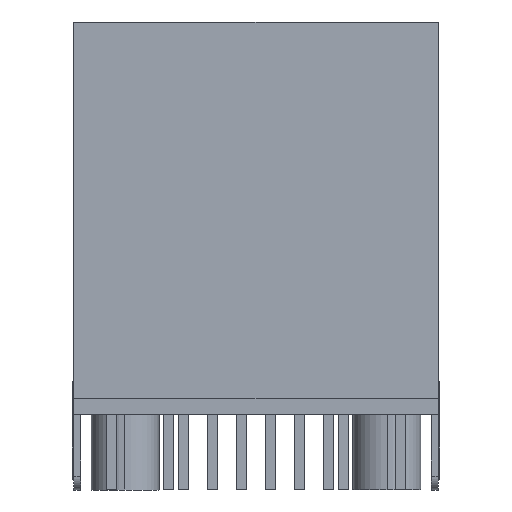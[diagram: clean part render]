
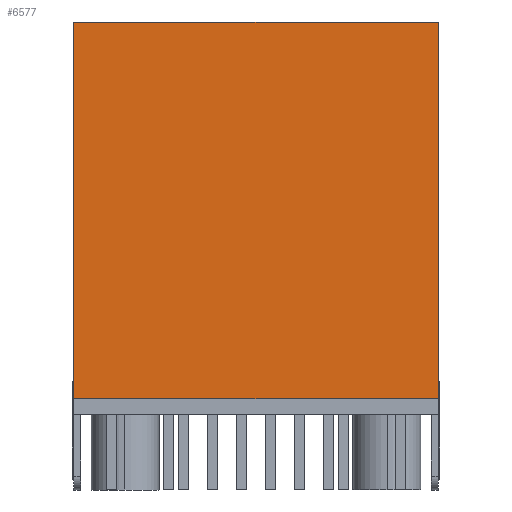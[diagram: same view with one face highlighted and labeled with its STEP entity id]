
A CAD part, front view. The second image highlights one B-rep face of the part: STEP entity #6577.
In plain terms, the highlighted planar face has unit normal (0, -1, 0).
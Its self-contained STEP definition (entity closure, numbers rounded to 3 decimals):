
#262 = LINE ( 'NONE', #8976, #5343 ) ;
#619 = CARTESIAN_POINT ( 'NONE',  ( -7.95, -8.3, -7.873 ) ) ;
#843 = VERTEX_POINT ( 'NONE', #7339 ) ;
#1029 = FACE_OUTER_BOUND ( 'NONE', #11993, .T. ) ;
#1078 = EDGE_CURVE ( 'NONE', #2464, #843, #3238, .T. ) ;
#1145 = EDGE_CURVE ( 'NONE', #7690, #2464, #3710, .T. ) ;
#1285 = VECTOR ( 'NONE', #10475, 1000. ) ;
#1308 = DIRECTION ( 'NONE',  ( 0., 0., 1. ) ) ;
#1620 = AXIS2_PLACEMENT_3D ( 'NONE', #6710, #8712, #2961 ) ;
#2146 = ORIENTED_EDGE ( 'NONE', *, *, #5294, .T. ) ;
#2277 = CARTESIAN_POINT ( 'NONE',  ( 7.95, -8.3, -8.55 ) ) ;
#2464 = VERTEX_POINT ( 'NONE', #619 ) ;
#2950 = VECTOR ( 'NONE', #10437, 1000. ) ;
#2961 = DIRECTION ( 'NONE',  ( 0., 0., -1. ) ) ;
#3237 = DIRECTION ( 'NONE',  ( 1., 0., 0. ) ) ;
#3238 = LINE ( 'NONE', #8520, #2950 ) ;
#3710 = LINE ( 'NONE', #6697, #1285 ) ;
#4343 = ORIENTED_EDGE ( 'NONE', *, *, #7026, .F. ) ;
#5265 = CARTESIAN_POINT ( 'NONE',  ( 7.95, -8.3, -7.873 ) ) ;
#5294 = EDGE_CURVE ( 'NONE', #7690, #11852, #10151, .T. ) ;
#5343 = VECTOR ( 'NONE', #3237, 1000. ) ;
#6349 = ORIENTED_EDGE ( 'NONE', *, *, #1145, .F. ) ;
#6577 = ADVANCED_FACE ( 'NONE', ( #1029 ), #7728, .T. ) ;
#6697 = CARTESIAN_POINT ( 'NONE',  ( 8.694, -8.3, -7.873 ) ) ;
#6710 = CARTESIAN_POINT ( 'NONE',  ( -7.95, -8.3, -8.55 ) ) ;
#7026 = EDGE_CURVE ( 'NONE', #843, #11852, #262, .T. ) ;
#7339 = CARTESIAN_POINT ( 'NONE',  ( -7.95, -8.3, 8.55 ) ) ;
#7615 = VECTOR ( 'NONE', #1308, 1000. ) ;
#7690 = VERTEX_POINT ( 'NONE', #5265 ) ;
#7728 = PLANE ( 'NONE',  #1620 ) ;
#8520 = CARTESIAN_POINT ( 'NONE',  ( -7.95, -8.3, -8.55 ) ) ;
#8712 = DIRECTION ( 'NONE',  ( 0., -1., 0. ) ) ;
#8976 = CARTESIAN_POINT ( 'NONE',  ( -7.95, -8.3, 8.55 ) ) ;
#9463 = CARTESIAN_POINT ( 'NONE',  ( 7.95, -8.3, 8.55 ) ) ;
#10151 = LINE ( 'NONE', #2277, #7615 ) ;
#10437 = DIRECTION ( 'NONE',  ( 0., 0., 1. ) ) ;
#10475 = DIRECTION ( 'NONE',  ( -1., 0., 0. ) ) ;
#11696 = ORIENTED_EDGE ( 'NONE', *, *, #1078, .F. ) ;
#11852 = VERTEX_POINT ( 'NONE', #9463 ) ;
#11993 = EDGE_LOOP ( 'NONE', ( #6349, #2146, #4343, #11696 ) ) ;
